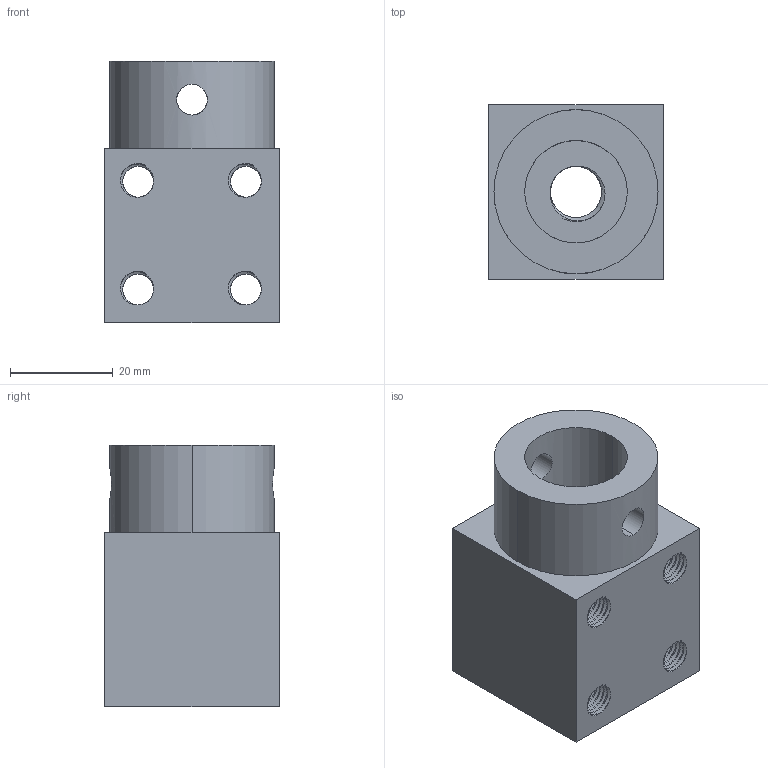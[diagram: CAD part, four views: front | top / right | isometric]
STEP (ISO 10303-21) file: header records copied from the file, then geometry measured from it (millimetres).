
FILE_DESCRIPTION (( 'STEP AP203' ), '1' );
FILE_NAME ('BRK-21.STEP', '2025-11-06T18:58:43', ( '' ), ( '' ), 'SwSTEP 2.0', 'SolidWorks 2018', '' );
FILE_SCHEMA (( 'CONFIG_CONTROL_DESIGN' ));
Products named in the file (1): BRK-21
Bounding box: 34 x 34 x 51 mm (x, y, z)
Volume: 39793.2 mm3; surface area: 15579.9 mm2
Topology: 1 solids, 1 shells, 345 faces, 1016 edges, 675 vertices
Faces by surface type: cylinder 302, bspline 27, plane 16
Entity records: 34058 total; most frequent: CARTESIAN_POINT 26769, ORIENTED_EDGE 2032, DIRECTION 1017, EDGE_CURVE 1016, VERTEX_POINT 675, EDGE_LOOP 361, ADVANCED_FACE 345, VECTOR 345
